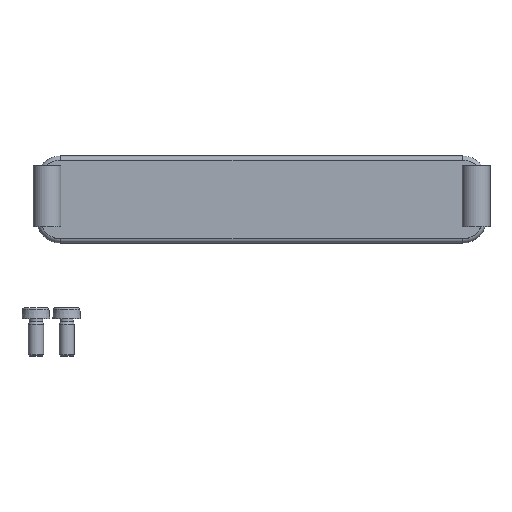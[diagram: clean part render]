
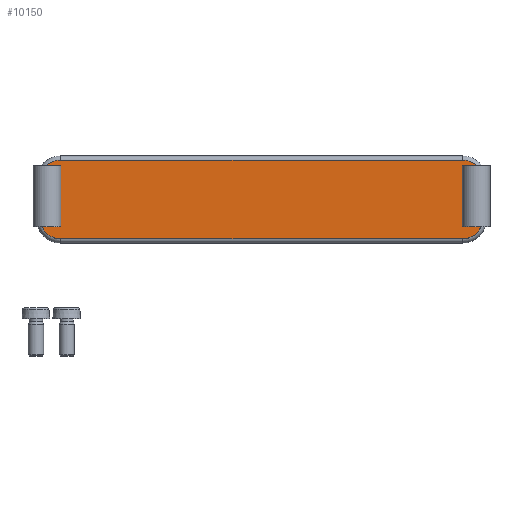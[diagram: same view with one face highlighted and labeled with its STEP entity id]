
A CAD part, top view. The second image highlights one B-rep face of the part: STEP entity #10150.
In plain terms, the highlighted planar face has unit normal (0, 0, 1).
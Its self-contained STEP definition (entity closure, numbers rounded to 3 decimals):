
#5050=CARTESIAN_POINT('',(4.5,1.9,2.5));
#5060=VERTEX_POINT('',#5050);
#5090=CARTESIAN_POINT('',(0.,1.9,2.5));
#5100=DIRECTION('',(1.,0.,0.));
#5110=VECTOR('',#5100,1.);
#5120=LINE('',#5090,#5110);
#5130=CARTESIAN_POINT('',(1.509,1.9,2.5));
#5140=VERTEX_POINT('',#5130);
#5150=EDGE_CURVE('',#5140,#5060,#5120,.T.);
#6760=CARTESIAN_POINT('',(72.491,1.9,2.5));
#6770=VERTEX_POINT('',#6760);
#6800=CARTESIAN_POINT('',(0.,1.9,2.5));
#6810=DIRECTION('',(-1.,0.,0.));
#6820=VECTOR('',#6810,1.);
#6830=LINE('',#6800,#6820);
#6840=CARTESIAN_POINT('',(69.5,1.9,2.5));
#6850=VERTEX_POINT('',#6840);
#6860=EDGE_CURVE('',#6770,#6850,#6830,.T.);
#9260=CARTESIAN_POINT('',(40.7,11.8,2.5));
#9270=DIRECTION('',(0.,0.,-1.));
#9280=DIRECTION('',(0.,1.,0.));
#9290=AXIS2_PLACEMENT_3D('',#9260,#9270,#9280);
#9300=PLANE('',#9290);
#9310=CARTESIAN_POINT('',(69.7,9.7,2.5));
#9320=DIRECTION('',(0.,0.,1.));
#9330=DIRECTION('',(1.,0.,0.));
#9340=AXIS2_PLACEMENT_3D('',#9310,#9320,#9330);
#9350=CIRCLE('',#9340,3.);
#9360=CARTESIAN_POINT('',(71.842,11.8,2.5));
#9370=VERTEX_POINT('',#9360);
#9380=CARTESIAN_POINT('',(69.7,12.7,2.5));
#9390=VERTEX_POINT('',#9380);
#9400=EDGE_CURVE('',#9370,#9390,#9350,.T.);
#9410=ORIENTED_EDGE('',*,*,#9400,.T.);
#9420=CARTESIAN_POINT('',(0.,11.8,2.5));
#9430=DIRECTION('',(1.,0.,0.));
#9440=VECTOR('',#9430,1.);
#9450=LINE('',#9420,#9440);
#9460=CARTESIAN_POINT('',(69.5,11.8,2.5));
#9470=VERTEX_POINT('',#9460);
#9480=EDGE_CURVE('',#9470,#9370,#9450,.T.);
#9490=ORIENTED_EDGE('',*,*,#9480,.T.);
#9500=CARTESIAN_POINT('',(69.5,0.,2.5));
#9510=DIRECTION('',(0.,-1.,0.));
#9520=VECTOR('',#9510,1.);
#9530=LINE('',#9500,#9520);
#9540=EDGE_CURVE('',#9470,#6850,#9530,.T.);
#9550=ORIENTED_EDGE('',*,*,#9540,.F.);
#9560=ORIENTED_EDGE('',*,*,#6860,.T.);
#9570=CARTESIAN_POINT('',(69.7,3.,2.5));
#9580=DIRECTION('',(0.,0.,-1.));
#9590=DIRECTION('',(-1.,0.,0.));
#9600=AXIS2_PLACEMENT_3D('',#9570,#9580,#9590);
#9610=CIRCLE('',#9600,3.);
#9620=CARTESIAN_POINT('',(69.7,0.,2.5));
#9630=VERTEX_POINT('',#9620);
#9640=EDGE_CURVE('',#6770,#9630,#9610,.T.);
#9650=ORIENTED_EDGE('',*,*,#9640,.F.);
#9660=CARTESIAN_POINT('',(0.,0.,2.5));
#9670=DIRECTION('',(-1.,0.,0.));
#9680=VECTOR('',#9670,1.);
#9690=LINE('',#9660,#9680);
#9700=CARTESIAN_POINT('',(4.3,0.,2.5));
#9710=VERTEX_POINT('',#9700);
#9720=EDGE_CURVE('',#9630,#9710,#9690,.T.);
#9730=ORIENTED_EDGE('',*,*,#9720,.F.);
#9740=CARTESIAN_POINT('',(4.3,3.,2.5));
#9750=DIRECTION('',(0.,0.,1.));
#9760=DIRECTION('',(1.,0.,0.));
#9770=AXIS2_PLACEMENT_3D('',#9740,#9750,#9760);
#9780=CIRCLE('',#9770,3.);
#9790=EDGE_CURVE('',#5140,#9710,#9780,.T.);
#9800=ORIENTED_EDGE('',*,*,#9790,.T.);
#9810=ORIENTED_EDGE('',*,*,#5150,.F.);
#9820=CARTESIAN_POINT('',(4.5,0.,2.5));
#9830=DIRECTION('',(0.,-1.,0.));
#9840=VECTOR('',#9830,1.);
#9850=LINE('',#9820,#9840);
#9860=CARTESIAN_POINT('',(4.5,11.8,2.5));
#9870=VERTEX_POINT('',#9860);
#9880=EDGE_CURVE('',#9870,#5060,#9850,.T.);
#9890=ORIENTED_EDGE('',*,*,#9880,.T.);
#9900=CARTESIAN_POINT('',(0.,11.8,2.5));
#9910=DIRECTION('',(-1.,0.,0.));
#9920=VECTOR('',#9910,1.);
#9930=LINE('',#9900,#9920);
#9940=CARTESIAN_POINT('',(2.158,11.8,2.5));
#9950=VERTEX_POINT('',#9940);
#9960=EDGE_CURVE('',#9870,#9950,#9930,.T.);
#9970=ORIENTED_EDGE('',*,*,#9960,.F.);
#9980=CARTESIAN_POINT('',(4.3,9.7,2.5));
#9990=DIRECTION('',(0.,0.,-1.));
#10000=DIRECTION('',(-1.,0.,0.));
#10010=AXIS2_PLACEMENT_3D('',#9980,#9990,#10000);
#10020=CIRCLE('',#10010,3.);
#10030=CARTESIAN_POINT('',(4.3,12.7,2.5));
#10040=VERTEX_POINT('',#10030);
#10050=EDGE_CURVE('',#9950,#10040,#10020,.T.);
#10060=ORIENTED_EDGE('',*,*,#10050,.F.);
#10070=CARTESIAN_POINT('',(0.,12.7,2.5));
#10080=DIRECTION('',(-1.,0.,0.));
#10090=VECTOR('',#10080,1.);
#10100=LINE('',#10070,#10090);
#10110=EDGE_CURVE('',#9390,#10040,#10100,.T.);
#10120=ORIENTED_EDGE('',*,*,#10110,.T.);
#10130=EDGE_LOOP('',(#10120,#10060,#9970,#9890,#9810,#9800,#9730,#9650,
#9560,#9550,#9490,#9410));
#10140=FACE_OUTER_BOUND('',#10130,.T.);
#10150=ADVANCED_FACE('',(#10140),#9300,.F.);
